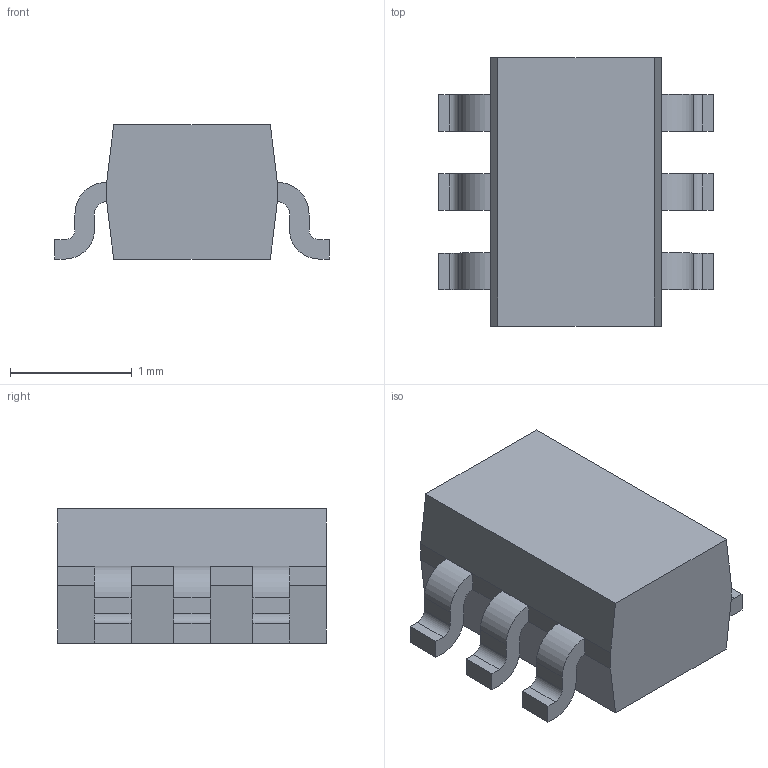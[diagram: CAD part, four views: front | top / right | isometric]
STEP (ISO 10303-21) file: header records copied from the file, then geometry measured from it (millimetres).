
FILE_DESCRIPTION((''),'2;1');
FILE_NAME('SOT65P212X110-6N.stp','2010-03-03T15:10:46',(''),(''),'Mechanical Desktop 2010','Mechanical Desktop 2010',', , ');
FILE_SCHEMA(('AUTOMOTIVE_DESIGN { 1 2 10303 214 1 1 1 1 }'));
Length unit declared in the file: millimetre
Products named in the file (1): Product
Bounding box: 2.25 x 2.2 x 1.1 mm (x, y, z)
Volume: 3.5 mm3; surface area: 18.2 mm2
Topology: 7 solids, 7 shells, 82 faces, 204 edges, 136 vertices
Faces by surface type: bspline 36, plane 34, cylinder 12
Entity records: 2638 total; most frequent: CARTESIAN_POINT 699, ORIENTED_EDGE 408, DIRECTION 346, EDGE_CURVE 204, VECTOR 156, LINE 156, VERTEX_POINT 136, AXIS2_PLACEMENT_3D 95
